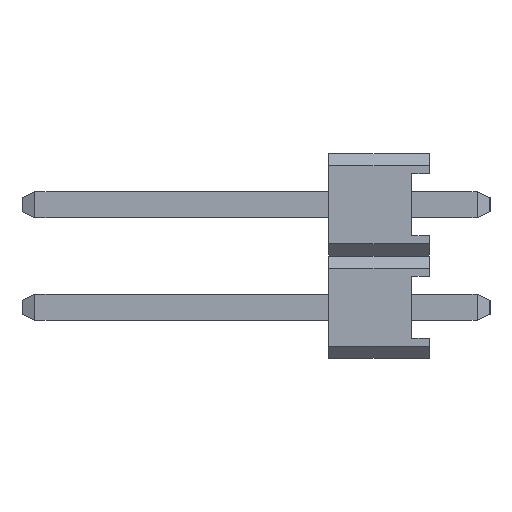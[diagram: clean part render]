
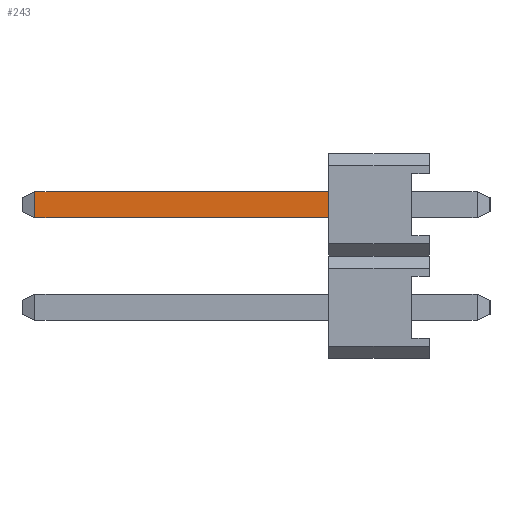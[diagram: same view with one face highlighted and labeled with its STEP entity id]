
A CAD part, left-side view. The second image highlights one B-rep face of the part: STEP entity #243.
In plain terms, the highlighted planar face has unit normal (-1, 0, 0).
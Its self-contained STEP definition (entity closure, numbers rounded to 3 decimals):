
#243 = ADVANCED_FACE ( 'NONE', ( #10289 ), #10288, .F. ) ;
#244 = EDGE_LOOP ( 'NONE', ( #245, #248, #305, #307 ) ) ;
#245 = ORIENTED_EDGE ( 'NONE', *, *, #246, .F. ) ;
#246 = EDGE_CURVE ( 'NONE', #247, #7548, #10283, .T. ) ;
#247 = VERTEX_POINT ( 'NONE', #10279 ) ;
#248 = ORIENTED_EDGE ( 'NONE', *, *, #249, .T. ) ;
#249 = EDGE_CURVE ( 'NONE', #247, #250, #10278, .T. ) ;
#250 = VERTEX_POINT ( 'NONE', #10274 ) ;
#305 = ORIENTED_EDGE ( 'NONE', *, *, #306, .T. ) ;
#306 = EDGE_CURVE ( 'NONE', #250, #7549, #10382, .T. ) ;
#307 = ORIENTED_EDGE ( 'NONE', *, *, #7557, .T. ) ;
#7548 = VERTEX_POINT ( 'NONE', #24104 ) ;
#7549 = VERTEX_POINT ( 'NONE', #24103 ) ;
#7557 = EDGE_CURVE ( 'NONE', #7549, #7548, #24151, .T. ) ;
#10274 = CARTESIAN_POINT ( 'NONE',  ( -0.325, 9.778, -0.325 ) ) ;
#10275 = DIRECTION ( 'NONE',  ( 0., 0., -1. ) ) ;
#10276 = VECTOR ( 'NONE', #10275, 1000. ) ;
#10277 = CARTESIAN_POINT ( 'NONE',  ( -0.325, 9.778, 0.325 ) ) ;
#10278 = LINE ( 'NONE', #10277, #10276 ) ;
#10279 = CARTESIAN_POINT ( 'NONE',  ( -0.325, 9.778, 0.325 ) ) ;
#10280 = DIRECTION ( 'NONE',  ( 0., -1., 0. ) ) ;
#10281 = VECTOR ( 'NONE', #10280, 1000. ) ;
#10282 = CARTESIAN_POINT ( 'NONE',  ( -0.325, 10.1, 0.325 ) ) ;
#10283 = LINE ( 'NONE', #10282, #10281 ) ;
#10284 = DIRECTION ( 'NONE',  ( 0., 0., -1. ) ) ;
#10285 = DIRECTION ( 'NONE',  ( 1., 0., 0. ) ) ;
#10286 = CARTESIAN_POINT ( 'NONE',  ( -0.325, 10.1, 0.325 ) ) ;
#10287 = AXIS2_PLACEMENT_3D ( 'NONE', #10286, #10285, #10284 ) ;
#10288 = PLANE ( 'NONE',  #10287 ) ;
#10289 = FACE_OUTER_BOUND ( 'NONE', #244, .T. ) ;
#10379 = DIRECTION ( 'NONE',  ( 0., -1., 0. ) ) ;
#10380 = VECTOR ( 'NONE', #10379, 1000. ) ;
#10381 = CARTESIAN_POINT ( 'NONE',  ( -0.325, 10.1, -0.325 ) ) ;
#10382 = LINE ( 'NONE', #10381, #10380 ) ;
#24103 = CARTESIAN_POINT ( 'NONE',  ( -0.325, 2.5, -0.325 ) ) ;
#24104 = CARTESIAN_POINT ( 'NONE',  ( -0.325, 2.5, 0.325 ) ) ;
#24148 = DIRECTION ( 'NONE',  ( 0., 0., 1. ) ) ;
#24149 = VECTOR ( 'NONE', #24148, 1000. ) ;
#24150 = CARTESIAN_POINT ( 'NONE',  ( -0.325, 2.5, 1.27 ) ) ;
#24151 = LINE ( 'NONE', #24150, #24149 ) ;
